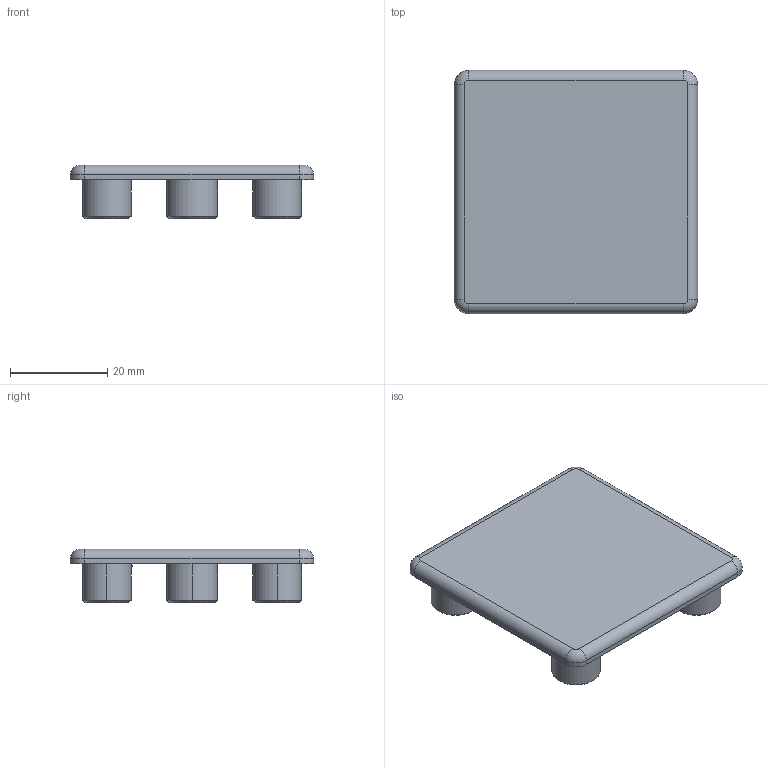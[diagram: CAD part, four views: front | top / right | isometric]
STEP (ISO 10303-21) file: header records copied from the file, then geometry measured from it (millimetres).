
FILE_DESCRIPTION (( 'STEP AP203' ), '1' );
FILE_NAME ('084.201.055.STEP', '2014-10-17T07:11:59', ( '' ), ( '' ), 'SwSTEP 2.0', 'SolidWorks 2012', '' );
FILE_SCHEMA (( 'CONFIG_CONTROL_DESIGN' ));
Length unit declared in the file: millimetre
Products named in the file (1): 084.201.055
Bounding box: 50 x 50 x 11 mm (x, y, z)
Volume: 8402.1 mm3; surface area: 7683 mm2
Topology: 1 solids, 1 shells, 87 faces, 198 edges, 126 vertices
Faces by surface type: cylinder 28, bspline 23, plane 22, cone 10, torus 4
Entity records: 2659 total; most frequent: CARTESIAN_POINT 729, ORIENTED_EDGE 396, DIRECTION 346, EDGE_CURVE 198, AXIS2_PLACEMENT_3D 135, VERTEX_POINT 126, EDGE_LOOP 100, ADVANCED_FACE 87
